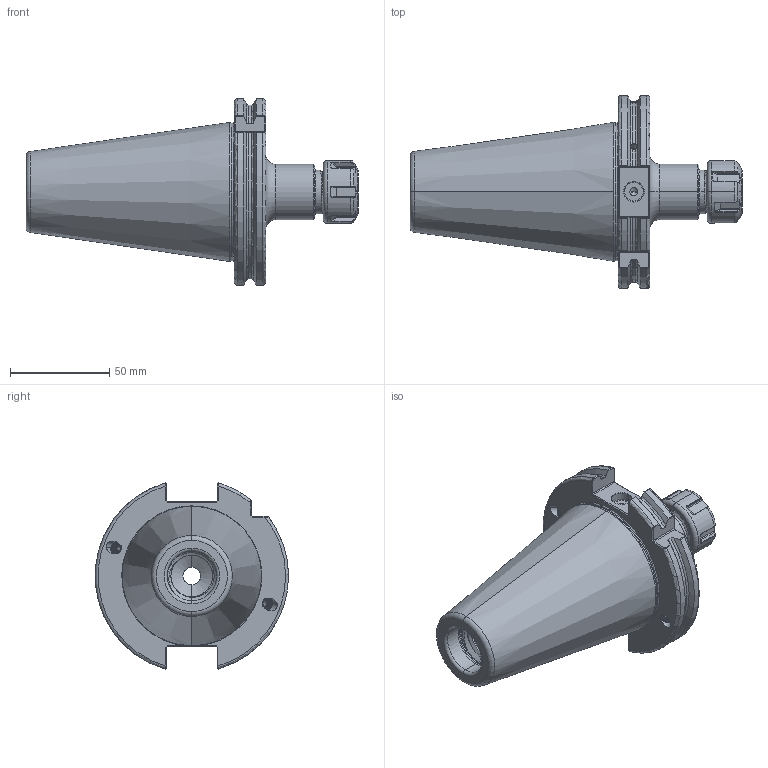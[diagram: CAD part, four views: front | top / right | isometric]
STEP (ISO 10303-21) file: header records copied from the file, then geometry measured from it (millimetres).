
FILE_DESCRIPTION (( 'STEP AP203' ), '1' );
FILE_NAME ('503.02.10.STEP', '2016-07-16T03:19:58', ( '' ), ( '' ), 'SwSTEP 2.0', 'SolidWorks 2012', '' );
FILE_SCHEMA (( 'CONFIG_CONTROL_DESIGN' ));
Length unit declared in the file: millimetre
Products named in the file (3): 503.02.10; 2-01.100.0160180C7_ER16螺帽(六溝)
Assembly tree (2 placements, depth 2):
  503.02.10
    503.02.10
    2-01.100.0160180C7_ER16螺帽(六溝)
Bounding box: 167.33 x 97.33 x 93.81 mm (x, y, z)
Volume: 352125.1 mm3; surface area: 55946.9 mm2
Topology: 2 solids, 2 shells, 503 faces, 1292 edges, 787 vertices
Faces by surface type: cylinder 204, plane 104, bspline 92, torus 60, cone 43
Entity records: 35961 total; most frequent: CARTESIAN_POINT 25220, ORIENTED_EDGE 2556, DIRECTION 1697, EDGE_CURVE 1278, VERTEX_POINT 787, AXIS2_PLACEMENT_3D 649, EDGE_LOOP 523, FACE_OUTER_BOUND 503
